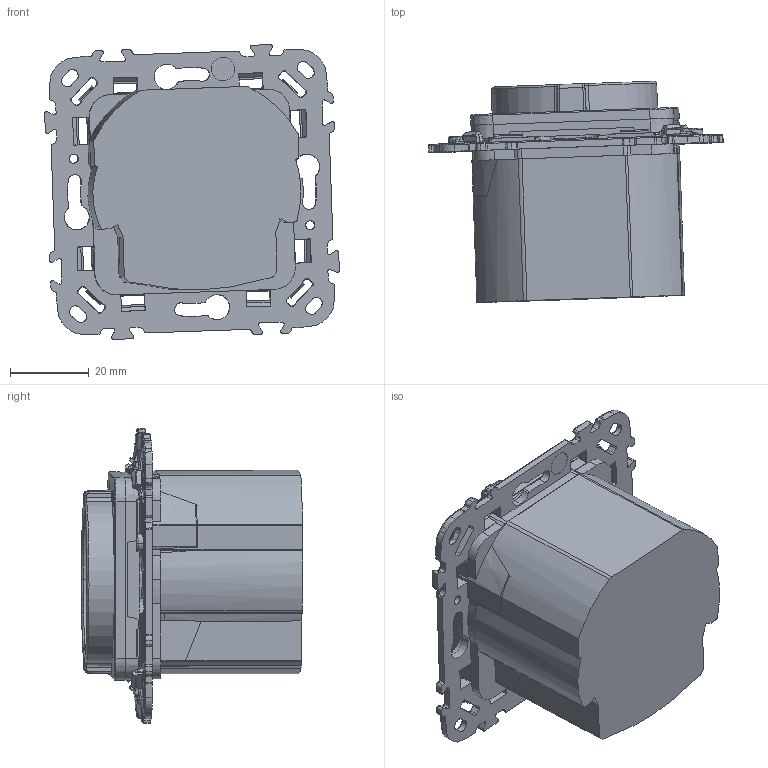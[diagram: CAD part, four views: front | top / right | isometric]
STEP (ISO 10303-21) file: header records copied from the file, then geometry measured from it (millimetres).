
FILE_DESCRIPTION (( 'STEP AP214' ), '1' );
FILE_NAME ('s86_16eub_asm.STEP', '2025-03-27T12:47:37', ( '' ), ( '' ), 'SwSTEP 2.0', 'SolidWorks 2022', '' );
FILE_SCHEMA (( 'AUTOMOTIVE_DESIGN' ));
Length unit declared in the file: millimetre
Products named in the file (1): s86_16eub_asm
Bounding box: 75 x 56.31 x 75.04 mm (x, y, z)
Volume: 104696.6 mm3; surface area: 29308 mm2
Topology: 5 solids, 7 shells, 1535 faces, 4146 edges, 2594 vertices
Faces by surface type: plane 671, cylinder 312, cone 282, torus 151, bspline 111, sphere 8
Entity records: 53081 total; most frequent: CARTESIAN_POINT 15382, ORIENTED_EDGE 8260, DIRECTION 7553, EDGE_CURVE 4130, AXIS2_PLACEMENT_3D 2673, VERTEX_POINT 2594, LINE 2207, VECTOR 2207
